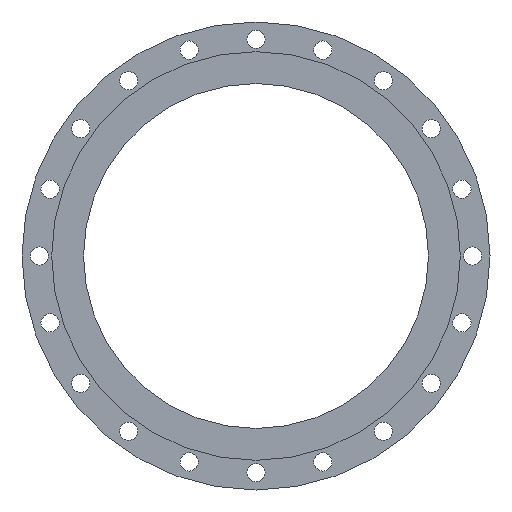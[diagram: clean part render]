
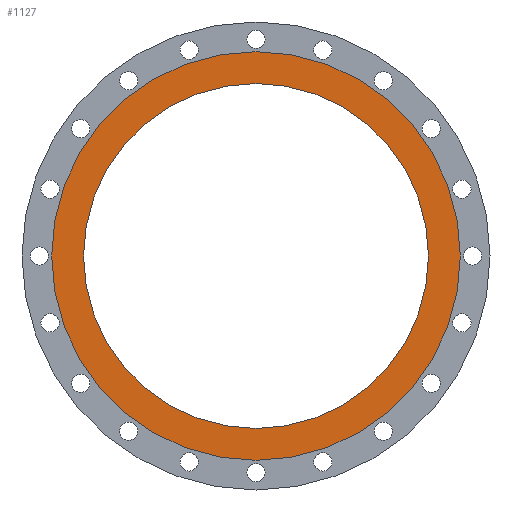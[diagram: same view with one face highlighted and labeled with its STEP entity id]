
A CAD part, front view. The second image highlights one B-rep face of the part: STEP entity #1127.
In plain terms, the highlighted planar face has unit normal (0, -1, 0).
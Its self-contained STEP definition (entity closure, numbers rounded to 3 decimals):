
#26 = EDGE_CURVE ( 'NONE', #1093, #1217, #1689, .T. ) ;
#30 = DIRECTION ( 'NONE',  ( 0., 1., 0. ) ) ;
#70 = CIRCLE ( 'NONE', #1898, 292.5 ) ;
#86 = ORIENTED_EDGE ( 'NONE', *, *, #26, .F. ) ;
#106 = AXIS2_PLACEMENT_3D ( 'NONE', #1121, #30, #933 ) ;
#110 = CARTESIAN_POINT ( 'NONE',  ( 0., 0., -292.5 ) ) ;
#233 = CARTESIAN_POINT ( 'NONE',  ( 0., 0., 0. ) ) ;
#271 = DIRECTION ( 'NONE',  ( 0., -1., 0. ) ) ;
#272 = ORIENTED_EDGE ( 'NONE', *, *, #961, .T. ) ;
#299 = CIRCLE ( 'NONE', #106, 246.9 ) ;
#328 = CIRCLE ( 'NONE', #638, 246.9 ) ;
#403 = DIRECTION ( 'NONE',  ( 0., 0., 1. ) ) ;
#409 = ORIENTED_EDGE ( 'NONE', *, *, #601, .F. ) ;
#413 = CARTESIAN_POINT ( 'NONE',  ( 0., 0., 0. ) ) ;
#514 = VERTEX_POINT ( 'NONE', #809 ) ;
#584 = AXIS2_PLACEMENT_3D ( 'NONE', #1014, #271, #712 ) ;
#601 = EDGE_CURVE ( 'NONE', #1217, #1093, #70, .T. ) ;
#638 = AXIS2_PLACEMENT_3D ( 'NONE', #233, #1778, #403 ) ;
#663 = EDGE_CURVE ( 'NONE', #514, #1871, #328, .T. ) ;
#695 = DIRECTION ( 'NONE',  ( 0., 1., 0. ) ) ;
#712 = DIRECTION ( 'NONE',  ( 0., 0., -1. ) ) ;
#809 = CARTESIAN_POINT ( 'NONE',  ( 0., 0., -246.9 ) ) ;
#900 = EDGE_LOOP ( 'NONE', ( #272, #1111 ) ) ;
#933 = DIRECTION ( 'NONE',  ( 0., 0., 1. ) ) ;
#961 = EDGE_CURVE ( 'NONE', #1871, #514, #299, .T. ) ;
#1004 = AXIS2_PLACEMENT_3D ( 'NONE', #413, #1472, #1644 ) ;
#1014 = CARTESIAN_POINT ( 'NONE',  ( 0., 0., 246.9 ) ) ;
#1093 = VERTEX_POINT ( 'NONE', #110 ) ;
#1111 = ORIENTED_EDGE ( 'NONE', *, *, #663, .T. ) ;
#1121 = CARTESIAN_POINT ( 'NONE',  ( 0., 0., 0. ) ) ;
#1127 = ADVANCED_FACE ( 'NONE', ( #1785, #1648 ), #1609, .T. ) ;
#1160 = DIRECTION ( 'NONE',  ( 0., 0., 1. ) ) ;
#1217 = VERTEX_POINT ( 'NONE', #1665 ) ;
#1472 = DIRECTION ( 'NONE',  ( 0., 1., 0. ) ) ;
#1609 = PLANE ( 'NONE',  #584 ) ;
#1623 = CARTESIAN_POINT ( 'NONE',  ( 0., 0., 0. ) ) ;
#1644 = DIRECTION ( 'NONE',  ( 0., 0., 1. ) ) ;
#1648 = FACE_OUTER_BOUND ( 'NONE', #1731, .T. ) ;
#1665 = CARTESIAN_POINT ( 'NONE',  ( 0., 0., 292.5 ) ) ;
#1689 = CIRCLE ( 'NONE', #1004, 292.5 ) ;
#1731 = EDGE_LOOP ( 'NONE', ( #409, #86 ) ) ;
#1778 = DIRECTION ( 'NONE',  ( 0., 1., 0. ) ) ;
#1785 = FACE_BOUND ( 'NONE', #900, .T. ) ;
#1788 = CARTESIAN_POINT ( 'NONE',  ( 0., 0., 246.9 ) ) ;
#1871 = VERTEX_POINT ( 'NONE', #1788 ) ;
#1898 = AXIS2_PLACEMENT_3D ( 'NONE', #1623, #695, #1160 ) ;
